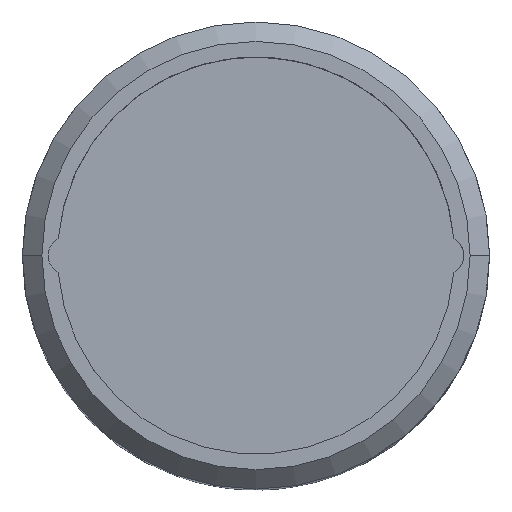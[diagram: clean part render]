
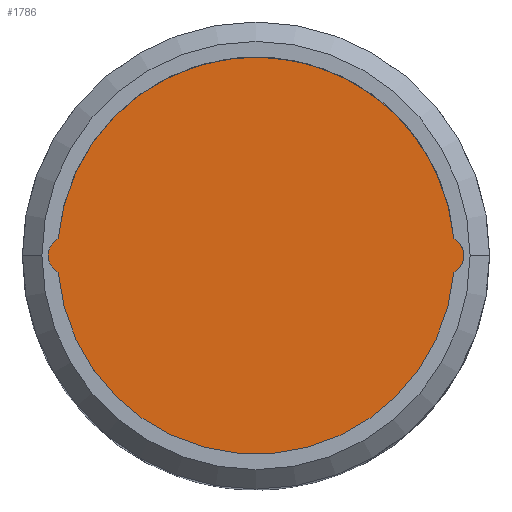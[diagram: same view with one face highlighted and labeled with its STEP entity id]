
A CAD part, top view. The second image highlights one B-rep face of the part: STEP entity #1786.
In plain terms, the highlighted face is planar.
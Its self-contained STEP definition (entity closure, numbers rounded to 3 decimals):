
#1184=CARTESIAN_POINT('',(0.,0.,0.));
#1185=DIRECTION('',(0.,0.,-1.));
#1186=DIRECTION('',(0.012,-1.,0.));
#1187=AXIS2_PLACEMENT_3D('',#1184,#1185,#1186);
#1192=CARTESIAN_POINT('',(0.,0.,0.));
#1193=DIRECTION('',(0.,0.,-1.));
#1194=DIRECTION('',(-0.996,0.085,0.));
#1195=AXIS2_PLACEMENT_3D('',#1192,#1193,#1194);
#1200=CARTESIAN_POINT('',(0.,0.,0.));
#1201=DIRECTION('',(0.,0.,-1.));
#1202=DIRECTION('',(0.996,-0.085,0.));
#1203=AXIS2_PLACEMENT_3D('',#1200,#1201,#1202);
#1385=CARTESIAN_POINT('',(6.579,-3.904,0.));
#1400=CARTESIAN_POINT('',(-7.25,0.,0.));
#1401=DIRECTION('',(0.,0.,1.));
#1402=DIRECTION('',(-0.496,0.868,0.));
#1403=AXIS2_PLACEMENT_3D('',#1400,#1401,#1402);
#1408=CARTESIAN_POINT('',(0.,0.,0.));
#1409=DIRECTION('',(0.,0.,1.));
#1410=DIRECTION('',(0.012,-1.,0.));
#1411=AXIS2_PLACEMENT_3D('',#1408,#1409,#1410);
#1416=CARTESIAN_POINT('',(7.25,0.,0.));
#1417=DIRECTION('',(0.,0.,1.));
#1418=DIRECTION('',(0.496,-0.868,0.));
#1419=AXIS2_PLACEMENT_3D('',#1416,#1417,#1418);
#1492=CARTESIAN_POINT('',(7.622,0.651,0.));
#1493=VERTEX_POINT('',#1492);
#1494=CARTESIAN_POINT('',(7.622,-0.651,0.));
#1495=VERTEX_POINT('',#1494);
#1501=CARTESIAN_POINT('',(-7.622,-0.651,0.));
#1503=VERTEX_POINT('',#1501);
#1505=CARTESIAN_POINT('',(-7.622,0.651,0.));
#1506=VERTEX_POINT('',#1505);
#1520=VERTEX_POINT('',#1385);
#1521=CARTESIAN_POINT('',(0.091,-7.649,0.));
#1522=VERTEX_POINT('',#1521);
#1772=CARTESIAN_POINT('',(0.,0.,0.));
#1773=DIRECTION('',(0.,0.,1.));
#1774=DIRECTION('',(1.,0.,0.));
#1775=AXIS2_PLACEMENT_3D('',#1772,#1773,#1774);
#1776=PLANE('',#1775);
#1777=ORIENTED_EDGE('',*,*,#1597,.F.);
#1779=ORIENTED_EDGE('',*,*,#1778,.T.);
#1780=ORIENTED_EDGE('',*,*,#1589,.F.);
#1781=ORIENTED_EDGE('',*,*,#1766,.T.);
#1782=ORIENTED_EDGE('',*,*,#1602,.F.);
#1783=ORIENTED_EDGE('',*,*,#1556,.T.);
#1784=EDGE_LOOP('',(#1777,#1779,#1780,#1781,#1782,#1783));
#1785=FACE_OUTER_BOUND('',#1784,.F.);
#1786=ADVANCED_FACE('',(#1785),#1776,.F.);
#1188=CIRCLE('',#1187,7.65);
#1196=CIRCLE('',#1195,7.65);
#1204=CIRCLE('',#1203,7.65);
#1404=CIRCLE('',#1403,0.75);
#1412=CIRCLE('',#1411,7.65);
#1420=CIRCLE('',#1419,0.75);
#1556=EDGE_CURVE('',#1495,#1493,#1420,.T.);
#1589=EDGE_CURVE('',#1522,#1503,#1188,.T.);
#1597=EDGE_CURVE('',#1506,#1493,#1196,.T.);
#1602=EDGE_CURVE('',#1495,#1520,#1204,.T.);
#1766=EDGE_CURVE('',#1522,#1520,#1412,.T.);
#1778=EDGE_CURVE('',#1506,#1503,#1404,.T.);
